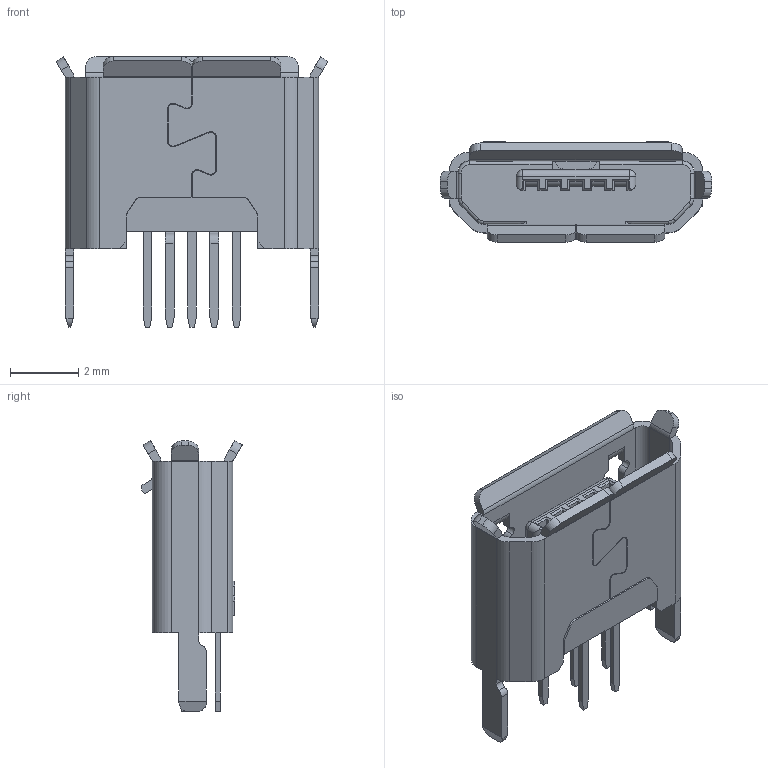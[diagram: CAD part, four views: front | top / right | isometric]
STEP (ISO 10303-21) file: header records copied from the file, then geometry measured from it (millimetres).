
FILE_DESCRIPTION(/* description */ (''),/* implementation_level */ '2;1');
FILE_NAME(/* name */ 'GCT_USB3131-0230.stp',/* time_stamp */ '2016-02-22T14:59:15+01:00',/* author */ ('riccim'),/* organization */ (''),/* preprocessor_version */ 'ST-DEVELOPER v15.5',/* originating_system */ 'AutoCAD Mechanical',/* authorisation */ '');
FILE_SCHEMA (('AUTOMOTIVE_DESIGN { 1 0 10303 214 3 1 1 }'));
Length unit declared in the file: millimetre
Products named in the file (1): Product
Bounding box: 7.94 x 2.93 x 7.91 mm (x, y, z)
Volume: 41.3 mm3; surface area: 284.3 mm2
Topology: 7 solids, 15 shells, 516 faces, 1437 edges, 920 vertices
Faces by surface type: plane 376, cylinder 130, torus 6, sphere 2, bspline 2
Entity records: 16489 total; most frequent: CARTESIAN_POINT 2962, ORIENTED_EDGE 2882, DIRECTION 2733, EDGE_CURVE 1433, LINE 1143, VECTOR 1143, VERTEX_POINT 918, AXIS2_PLACEMENT_3D 795
